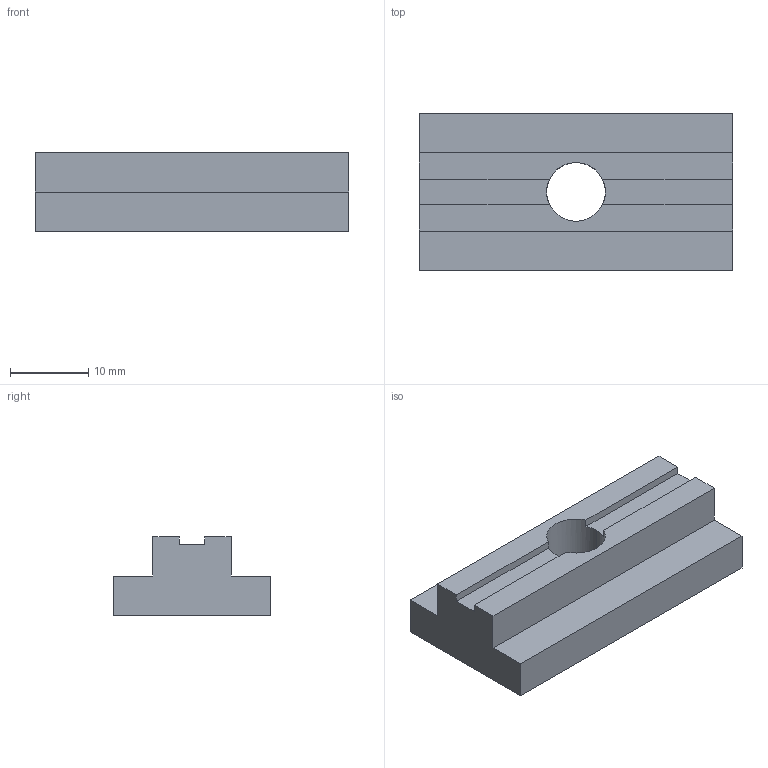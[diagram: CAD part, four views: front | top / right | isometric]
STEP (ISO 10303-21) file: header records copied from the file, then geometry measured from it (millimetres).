
FILE_DESCRIPTION(('CATIA V5 STEP Exchange'),'2;1');
FILE_NAME('SupportNylonRail.stp','2017-12-01T09:44:49+00:00',('none'),('none'),'CATIA Version 5 Release 20 SP 1 (IN-10)','CATIA V5 STEP AP203','none');
FILE_SCHEMA(('CONFIG_CONTROL_DESIGN'));
Length unit declared in the file: millimetre
Products named in the file (1): SupportNylonRail
Bounding box: 40 x 20 x 10 mm (x, y, z)
Volume: 5453.5 mm3; surface area: 2900.7 mm2
Topology: 1 solids, 1 shells, 19 faces, 54 edges, 36 vertices
Faces by surface type: plane 17, cylinder 2
Entity records: 624 total; most frequent: ORIENTED_EDGE 108, CARTESIAN_POINT 104, DIRECTION 80, EDGE_CURVE 54, VECTOR 46, LINE 46, VERTEX_POINT 36, AXIS2_PLACEMENT_3D 22
